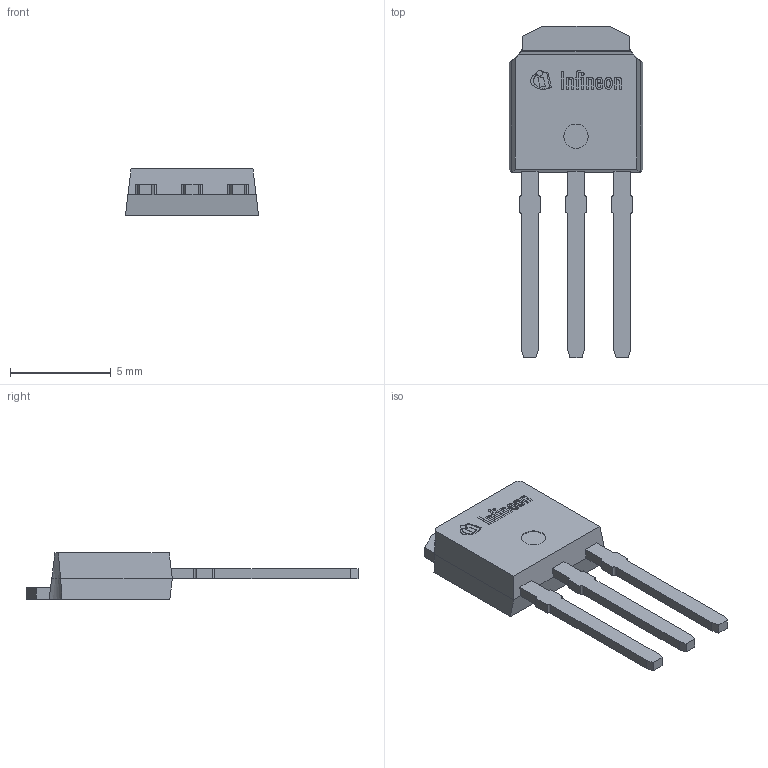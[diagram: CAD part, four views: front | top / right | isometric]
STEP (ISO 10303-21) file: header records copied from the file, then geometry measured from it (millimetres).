
FILE_DESCRIPTION(/* description */ (''),/* implementation_level */ '2;1');
FILE_NAME(/* name */ 'PG-TO251-3-901.stp',/* time_stamp */ '2018-03-13T14:55:39+08:00',/* author */ ('mdsaid'),/* organization */ (''),/* preprocessor_version */ 'ST-DEVELOPER v15.2',/* originating_system */ 'Autodesk Inventor 2014',/* authorisation */ '');
FILE_SCHEMA (('AUTOMOTIVE_DESIGN { 1 0 10303 214 3 1 1 }'));
Length unit declared in the file: millimetre
Products named in the file (6): PG-TO251-3-901_LOWER_MOLD; PG-TO251-3-901_UPPER_MOLD; PG-TO251-3-901_HEATSLUG; PG-TO251-3-901_EXPOSED_LEAD; PG-TO251-3-901_LOGO; PG-TO251-3-901
Bounding box: 6.6 x 16.45 x 2.31 mm (x, y, z)
Volume: 99.9 mm3; surface area: 345.8 mm2
Topology: 18 solids, 18 shells, 311 faces, 822 edges, 548 vertices
Faces by surface type: cylinder 158, plane 153
Full cylindrical faces by diameter (mm): 0.137 x1, 0.285 x1, 1.199 x1
Entity records: 8892 total; most frequent: DIRECTION 1627, CARTESIAN_POINT 1519, ORIENTED_EDGE 1470, EDGE_CURVE 735, AXIS2_PLACEMENT_3D 600, VERTEX_POINT 492, LINE 427, VECTOR 427
